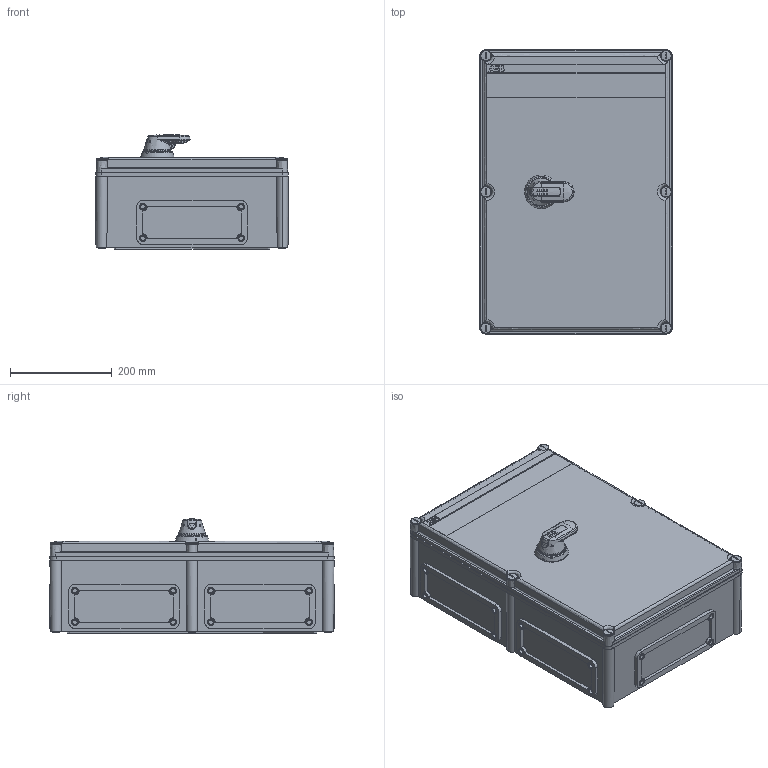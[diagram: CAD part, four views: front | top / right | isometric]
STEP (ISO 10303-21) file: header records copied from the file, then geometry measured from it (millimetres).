
FILE_DESCRIPTION((''),'2;1');
FILE_NAME('OT250KFCC3B.stp','2015-02-20T11:10:21',('User'),( 'SDRC'),'I-DEAS Master Series','UNIX','Yes');
FILE_SCHEMA(('CONFIG_CONTROL_DESIGN', 'GEOMETRIC_VALIDATION_PROPERTIES_MIM','SHAPE_APPEARANCE_LAYER_MIM'));
Length unit declared in the file: millimetre
Bounding box: 379 x 559 x 224.47 mm (x, y, z)
Volume: 3884.9 mm3; surface area: 1610307.3 mm2
Topology: 6 solids, 16 shells, 1499 faces, 3732 edges, 2403 vertices
Faces by surface type: bspline 1499
Entity records: 54183 total; most frequent: CARTESIAN_POINT 29802, ORIENTED_EDGE 7438, EDGE_CURVE 3718, OVER_RIDING_STYLED_ITEM 2792, VERTEX_POINT 2401, EDGE_LOOP 1692, FACE_OUTER_BOUND 1499, ADVANCED_FACE 1499
